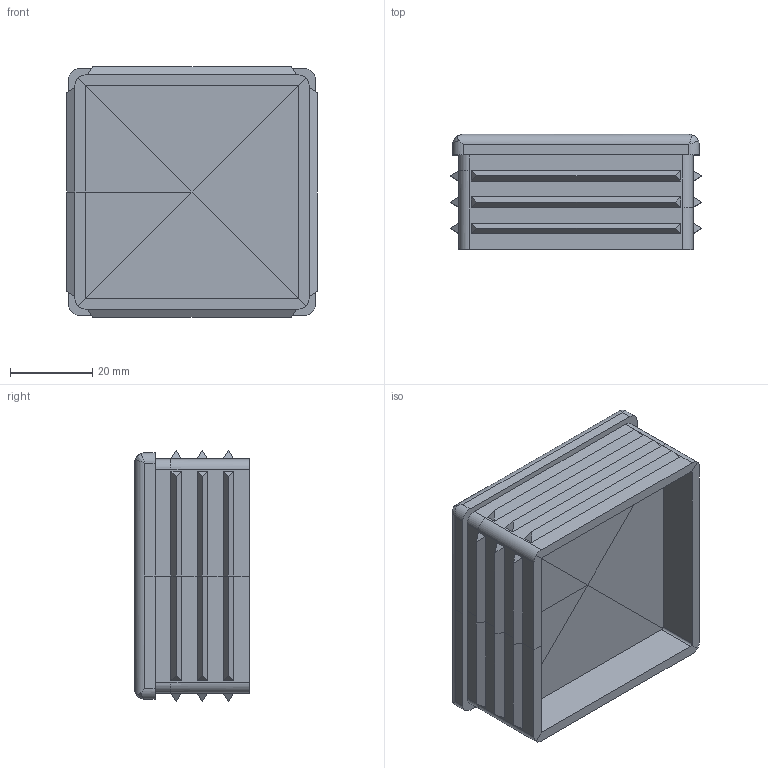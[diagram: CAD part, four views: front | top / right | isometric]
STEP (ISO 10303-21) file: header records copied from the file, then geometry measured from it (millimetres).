
FILE_DESCRIPTION (( 'STEP AP203' ), '1' );
FILE_NAME ('3D_GV1709_60x60x1.5_188686160.STEP', '2024-10-03T09:24:26', ( '' ), ( '' ), 'SwSTEP 2.0', 'SolidWorks 2024', '' );
FILE_SCHEMA (( 'CONFIG_CONTROL_DESIGN' ));
Length unit declared in the file: millimetre
Products named in the file (1): 3D_GV1709_60x60x1.5_188686160
Bounding box: 60.92 x 28 x 60.92 mm (x, y, z)
Volume: 66655.7 mm3; surface area: 16648.6 mm2
Topology: 1 solids, 1 shells, 109 faces, 271 edges, 170 vertices
Faces by surface type: plane 85, cylinder 20, bspline 4
Entity records: 3366 total; most frequent: CARTESIAN_POINT 763, ORIENTED_EDGE 534, DIRECTION 495, EDGE_CURVE 267, VECTOR 211, LINE 211, VERTEX_POINT 170, AXIS2_PLACEMENT_3D 142
